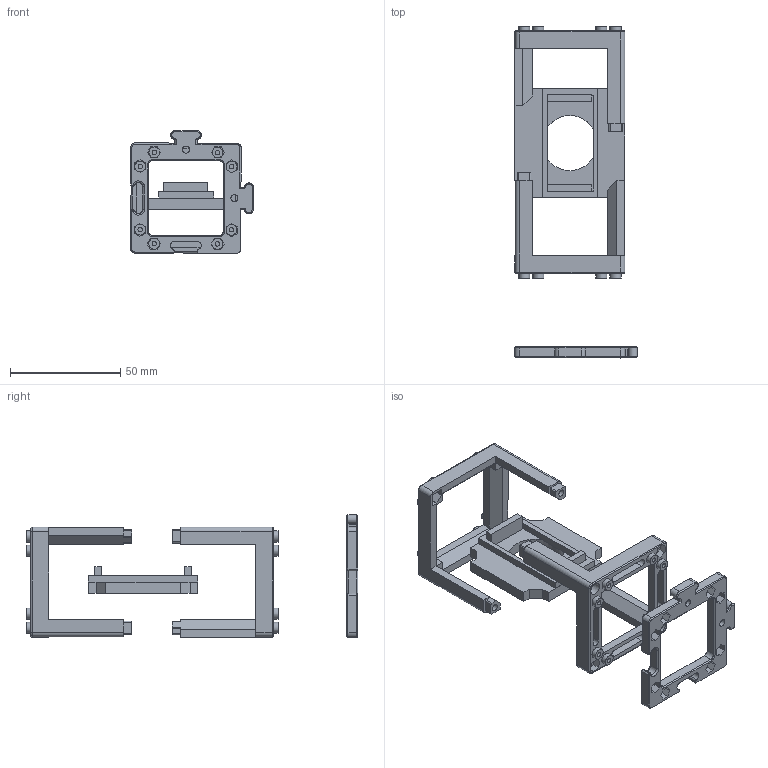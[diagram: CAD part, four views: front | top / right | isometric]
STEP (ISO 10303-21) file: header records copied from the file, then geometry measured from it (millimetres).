
FILE_DESCRIPTION(/* description */ (''),/* implementation_level */ '2;1');
FILE_NAME(/* name */ 'Assembly_Cube_explosion_IM_v3.iam.step',/* time_stamp */ '2022-11-29T09:03:57+01:00',/* author */ ('B'),/* organization */ (''),/* preprocessor_version */ 'ST-DEVELOPER v18.1',/* originating_system */ 'Autodesk Inventor 2022',/* authorisation */ '');
FILE_SCHEMA (('AUTOMOTIVE_DESIGN { 1 0 10303 214 3 1 1 }'));
Products named in the file (5): Assembly_Cube_explosion_v2; 10_Base_puzzle_v3; 10_Cube_1x1_IM; 20_Cube_Insert_Sample_clamp; 20_Cube_insert_Sample_holder_v3
Assembly tree (5 placements, depth 2):
  Assembly_Cube_explosion_v2
    10_Base_puzzle_v3
    10_Cube_1x1_IM  x2
    20_Cube_Insert_Sample_clamp
    20_Cube_insert_Sample_holder_v3
Bounding box: 55.66 x 150.56 x 55.66 mm (x, y, z)
Volume: 38291.2 mm3; surface area: 30788.1 mm2
Topology: 5 solids, 5 shells, 542 faces, 1327 edges, 851 vertices
Faces by surface type: plane 332, cylinder 157, cone 33, torus 14, sphere 6
Full cylindrical faces by diameter (mm): 2.05 x16, 3.1 x8, 3.2 x2, 4.95 x16, 5.5 x4, 7 x2, 25 x1
Entity records: 11634 total; most frequent: DIRECTION 2009, CARTESIAN_POINT 1962, ORIENTED_EDGE 1914, EDGE_CURVE 957, LINE 701, VECTOR 701, AXIS2_PLACEMENT_3D 654, VERTEX_POINT 607
